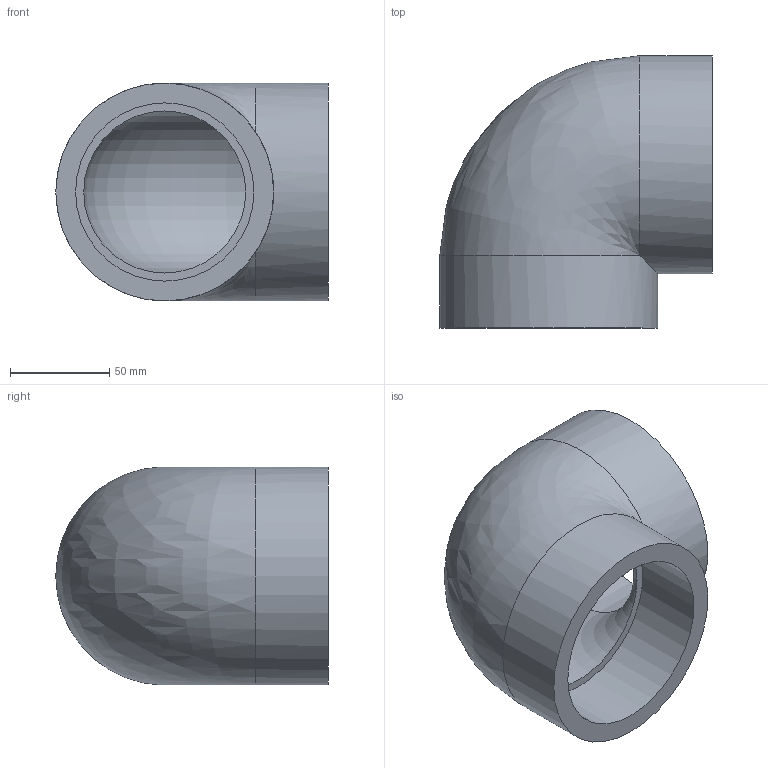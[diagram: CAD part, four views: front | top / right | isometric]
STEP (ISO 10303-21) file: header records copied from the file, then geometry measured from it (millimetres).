
FILE_DESCRIPTION(/* description */ ('PE 90° Elbow for socket welding, Ø90, PN16'),/* implementation_level */ '2;1');
FILE_NAME(/* name */ 'GIE-RC-090',/* time_stamp */ '2023-01-10T10:01:57+01:00',/* author */ ('COAB Solutions'),/* organization */ ('GPA Flowsystem'),/* preprocessor_version */ 'www.coabsolutions.com - creating and organizing all your 3D drawings',/* originating_system */ 'Autodesk Inventor 2021',/* authorisation */ '');
FILE_SCHEMA (('AUTOMOTIVE_DESIGN { 1 0 10303 214 3 1 1 }'));
Length unit declared in the file: millimetre
Products named in the file (1): GIE-RC-090
Bounding box: 137.5 x 137.5 x 110 mm (x, y, z)
Volume: 542676.3 mm3; surface area: 97782.3 mm2
Topology: 1 solids, 1 shells, 10 faces, 19 edges, 11 vertices
Faces by surface type: cylinder 4, plane 4, torus 1, bspline 1
Full cylindrical faces by diameter (mm): 90 x2, 110 x2
Entity records: 313 total; most frequent: CARTESIAN_POINT 65, DIRECTION 50, ORIENTED_EDGE 34, AXIS2_PLACEMENT_3D 23, EDGE_CURVE 17, EDGE_LOOP 14, CIRCLE 11, VERTEX_POINT 11
